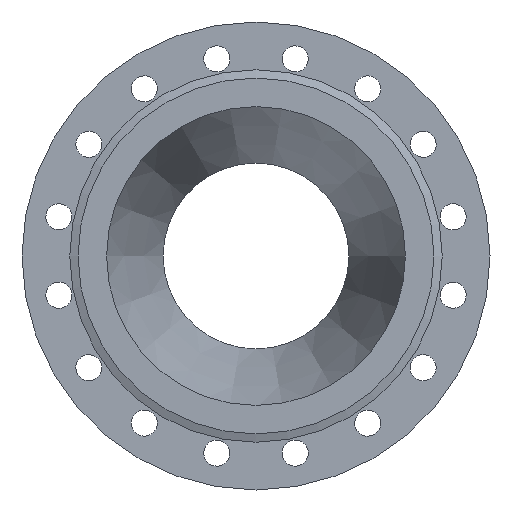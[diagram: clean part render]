
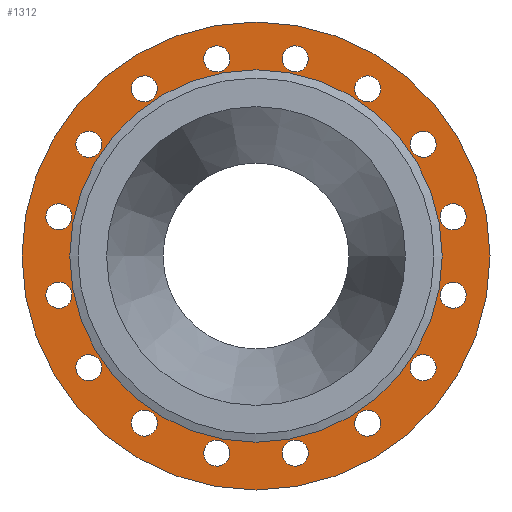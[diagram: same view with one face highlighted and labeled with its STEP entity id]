
A CAD part, left-side view. The second image highlights one B-rep face of the part: STEP entity #1312.
In plain terms, the highlighted planar face has unit normal (-1, 0, 0).
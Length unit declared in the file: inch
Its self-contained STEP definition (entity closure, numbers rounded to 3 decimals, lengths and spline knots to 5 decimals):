
#410=CARTESIAN_POINT('',(0.,2.24927,1.54186));
#411=VERTEX_POINT('',#410);
#412=CARTESIAN_POINT('',(0.,2.13189,1.42448));
#413=DIRECTION('',(1.0,0.,0.));
#414=DIRECTION('',(0.,0.707,0.707));
#415=AXIS2_PLACEMENT_3D('',#412,#413,#414);
#416=CIRCLE('',#415,0.166);
#417=EDGE_CURVE('',#411,#411,#416,.T.);
#459=CARTESIAN_POINT('',(0.,2.6681,0.56374));
#460=VERTEX_POINT('',#459);
#461=CARTESIAN_POINT('',(0.,2.51473,0.50021));
#462=DIRECTION('',(1.,0.,0.));
#463=DIRECTION('',(0.,0.924,0.383));
#464=AXIS2_PLACEMENT_3D('',#461,#462,#463);
#465=CIRCLE('',#464,0.166);
#466=EDGE_CURVE('',#460,#460,#465,.T.);
#508=CARTESIAN_POINT('',(0.,2.68073,-0.50021));
#509=VERTEX_POINT('',#508);
#510=CARTESIAN_POINT('',(0.,2.51473,-0.50021));
#511=DIRECTION('',(1.0,0.0,0.0));
#512=DIRECTION('',(0.0,1.0,0.0));
#513=AXIS2_PLACEMENT_3D('',#510,#511,#512);
#514=CIRCLE('',#513,0.166);
#515=EDGE_CURVE('',#509,#509,#514,.T.);
#557=CARTESIAN_POINT('',(0.,2.28525,-1.48801));
#558=VERTEX_POINT('',#557);
#559=CARTESIAN_POINT('',(0.,2.13189,-1.42448));
#560=DIRECTION('',(1.0,0.,0.));
#561=DIRECTION('',(0.,0.924,-0.383));
#562=AXIS2_PLACEMENT_3D('',#559,#560,#561);
#563=CIRCLE('',#562,0.166);
#564=EDGE_CURVE('',#558,#558,#563,.T.);
#606=CARTESIAN_POINT('',(0.,1.54186,-2.24927));
#607=VERTEX_POINT('',#606);
#608=CARTESIAN_POINT('',(0.,1.42448,-2.13189));
#609=DIRECTION('',(1.,0.,0.));
#610=DIRECTION('',(0.,0.707,-0.707));
#611=AXIS2_PLACEMENT_3D('',#608,#609,#610);
#612=CIRCLE('',#611,0.166);
#613=EDGE_CURVE('',#607,#607,#612,.T.);
#655=CARTESIAN_POINT('',(0.,0.56374,-2.6681));
#656=VERTEX_POINT('',#655);
#657=CARTESIAN_POINT('',(0.,0.50021,-2.51473));
#658=DIRECTION('',(1.,0.,0.));
#659=DIRECTION('',(0.,0.383,-0.924));
#660=AXIS2_PLACEMENT_3D('',#657,#658,#659);
#661=CIRCLE('',#660,0.166);
#662=EDGE_CURVE('',#656,#656,#661,.T.);
#704=CARTESIAN_POINT('',(0.,-0.50021,-2.68073));
#705=VERTEX_POINT('',#704);
#706=CARTESIAN_POINT('',(0.,-0.50021,-2.51473));
#707=DIRECTION('',(1.0,0.0,0.0));
#708=DIRECTION('',(0.0,0.0,-1.0));
#709=AXIS2_PLACEMENT_3D('',#706,#707,#708);
#710=CIRCLE('',#709,0.166);
#711=EDGE_CURVE('',#705,#705,#710,.T.);
#753=CARTESIAN_POINT('',(0.,-1.48801,-2.28525));
#754=VERTEX_POINT('',#753);
#755=CARTESIAN_POINT('',(0.,-1.42448,-2.13189));
#756=DIRECTION('',(1.,0.,0.));
#757=DIRECTION('',(0.,-0.383,-0.924));
#758=AXIS2_PLACEMENT_3D('',#755,#756,#757);
#759=CIRCLE('',#758,0.166);
#760=EDGE_CURVE('',#754,#754,#759,.T.);
#802=CARTESIAN_POINT('',(0.,-2.24927,-1.54186));
#803=VERTEX_POINT('',#802);
#804=CARTESIAN_POINT('',(0.,-2.13189,-1.42448));
#805=DIRECTION('',(1.,0.,0.));
#806=DIRECTION('',(0.,-0.707,-0.707));
#807=AXIS2_PLACEMENT_3D('',#804,#805,#806);
#808=CIRCLE('',#807,0.166);
#809=EDGE_CURVE('',#803,#803,#808,.T.);
#851=CARTESIAN_POINT('',(0.,-2.6681,-0.56374));
#852=VERTEX_POINT('',#851);
#853=CARTESIAN_POINT('',(0.,-2.51473,-0.50021));
#854=DIRECTION('',(1.,0.,0.));
#855=DIRECTION('',(0.,-0.924,-0.383));
#856=AXIS2_PLACEMENT_3D('',#853,#854,#855);
#857=CIRCLE('',#856,0.166);
#858=EDGE_CURVE('',#852,#852,#857,.T.);
#900=CARTESIAN_POINT('',(0.,-2.68073,0.50021));
#901=VERTEX_POINT('',#900);
#902=CARTESIAN_POINT('',(0.,-2.51473,0.50021));
#903=DIRECTION('',(1.0,0.0,0.0));
#904=DIRECTION('',(0.0,-1.0,0.0));
#905=AXIS2_PLACEMENT_3D('',#902,#903,#904);
#906=CIRCLE('',#905,0.166);
#907=EDGE_CURVE('',#901,#901,#906,.T.);
#949=CARTESIAN_POINT('',(0.,-2.28525,1.48801));
#950=VERTEX_POINT('',#949);
#951=CARTESIAN_POINT('',(0.,-2.13189,1.42448));
#952=DIRECTION('',(1.,0.,0.));
#953=DIRECTION('',(0.,-0.924,0.383));
#954=AXIS2_PLACEMENT_3D('',#951,#952,#953);
#955=CIRCLE('',#954,0.166);
#956=EDGE_CURVE('',#950,#950,#955,.T.);
#998=CARTESIAN_POINT('',(0.,-1.54186,2.24927));
#999=VERTEX_POINT('',#998);
#1000=CARTESIAN_POINT('',(0.,-1.42448,2.13189));
#1001=DIRECTION('',(1.0,0.,0.));
#1002=DIRECTION('',(0.,-0.707,0.707));
#1003=AXIS2_PLACEMENT_3D('',#1000,#1001,#1002);
#1004=CIRCLE('',#1003,0.166);
#1005=EDGE_CURVE('',#999,#999,#1004,.T.);
#1047=CARTESIAN_POINT('',(0.,-0.56374,2.6681));
#1048=VERTEX_POINT('',#1047);
#1049=CARTESIAN_POINT('',(0.,-0.50021,2.51473));
#1050=DIRECTION('',(1.,0.,0.));
#1051=DIRECTION('',(0.,-0.383,0.924));
#1052=AXIS2_PLACEMENT_3D('',#1049,#1050,#1051);
#1053=CIRCLE('',#1052,0.166);
#1054=EDGE_CURVE('',#1048,#1048,#1053,.T.);
#1096=CARTESIAN_POINT('',(0.,1.48801,2.28525));
#1097=VERTEX_POINT('',#1096);
#1098=CARTESIAN_POINT('',(0.,1.42448,2.13189));
#1099=DIRECTION('',(1.0,0.,0.));
#1100=DIRECTION('',(0.,0.383,0.924));
#1101=AXIS2_PLACEMENT_3D('',#1098,#1099,#1100);
#1102=CIRCLE('',#1101,0.166);
#1103=EDGE_CURVE('',#1097,#1097,#1102,.T.);
#1145=CARTESIAN_POINT('',(0.,0.50021,2.68073));
#1146=VERTEX_POINT('',#1145);
#1147=CARTESIAN_POINT('',(0.,0.50021,2.51473));
#1148=DIRECTION('',(1.0,0.0,0.0));
#1149=DIRECTION('',(0.0,0.0,1.0));
#1150=AXIS2_PLACEMENT_3D('',#1147,#1148,#1149);
#1151=CIRCLE('',#1150,0.166);
#1152=EDGE_CURVE('',#1146,#1146,#1151,.T.);
#1230=CARTESIAN_POINT('',(0.,2.375,0.0));
#1231=VERTEX_POINT('',#1230);
#1232=CARTESIAN_POINT('',(0.,0.,0.0));
#1233=DIRECTION('',(1.0,0.0,0.0));
#1234=DIRECTION('',(0.0,1.0,0.0));
#1235=AXIS2_PLACEMENT_3D('',#1232,#1233,#1234);
#1236=CIRCLE('',#1235,2.375);
#1237=EDGE_CURVE('',#1231,#1231,#1236,.T.);
#1245=CARTESIAN_POINT('',(0.,2.68,0.0));
#1246=DIRECTION('',(-1.0,0.0,0.0));
#1247=DIRECTION('',(0.0,0.0,1.0));
#1248=AXIS2_PLACEMENT_3D('',#1245,#1246,#1247);
#1249=PLANE('',#1248);
#1250=CARTESIAN_POINT('',(0.,2.985,0.0));
#1251=VERTEX_POINT('',#1250);
#1252=CARTESIAN_POINT('',(0.,0.,0.0));
#1253=DIRECTION('',(1.0,0.0,0.0));
#1254=DIRECTION('',(0.0,1.0,0.0));
#1255=AXIS2_PLACEMENT_3D('',#1252,#1253,#1254);
#1256=CIRCLE('',#1255,2.985);
#1257=EDGE_CURVE('',#1251,#1251,#1256,.T.);
#1258=ORIENTED_EDGE('',*,*,#1257,.F.);
#1259=EDGE_LOOP('',(#1258));
#1260=FACE_OUTER_BOUND('',#1259,.T.);
#1261=ORIENTED_EDGE('',*,*,#417,.T.);
#1262=EDGE_LOOP('',(#1261));
#1263=FACE_BOUND('',#1262,.T.);
#1264=ORIENTED_EDGE('',*,*,#466,.T.);
#1265=EDGE_LOOP('',(#1264));
#1266=FACE_BOUND('',#1265,.T.);
#1267=ORIENTED_EDGE('',*,*,#515,.T.);
#1268=EDGE_LOOP('',(#1267));
#1269=FACE_BOUND('',#1268,.T.);
#1270=ORIENTED_EDGE('',*,*,#564,.T.);
#1271=EDGE_LOOP('',(#1270));
#1272=FACE_BOUND('',#1271,.T.);
#1273=ORIENTED_EDGE('',*,*,#613,.T.);
#1274=EDGE_LOOP('',(#1273));
#1275=FACE_BOUND('',#1274,.T.);
#1276=ORIENTED_EDGE('',*,*,#662,.T.);
#1277=EDGE_LOOP('',(#1276));
#1278=FACE_BOUND('',#1277,.T.);
#1279=ORIENTED_EDGE('',*,*,#711,.T.);
#1280=EDGE_LOOP('',(#1279));
#1281=FACE_BOUND('',#1280,.T.);
#1282=ORIENTED_EDGE('',*,*,#760,.T.);
#1283=EDGE_LOOP('',(#1282));
#1284=FACE_BOUND('',#1283,.T.);
#1285=ORIENTED_EDGE('',*,*,#809,.T.);
#1286=EDGE_LOOP('',(#1285));
#1287=FACE_BOUND('',#1286,.T.);
#1288=ORIENTED_EDGE('',*,*,#858,.T.);
#1289=EDGE_LOOP('',(#1288));
#1290=FACE_BOUND('',#1289,.T.);
#1291=ORIENTED_EDGE('',*,*,#907,.T.);
#1292=EDGE_LOOP('',(#1291));
#1293=FACE_BOUND('',#1292,.T.);
#1294=ORIENTED_EDGE('',*,*,#956,.T.);
#1295=EDGE_LOOP('',(#1294));
#1296=FACE_BOUND('',#1295,.T.);
#1297=ORIENTED_EDGE('',*,*,#1005,.T.);
#1298=EDGE_LOOP('',(#1297));
#1299=FACE_BOUND('',#1298,.T.);
#1300=ORIENTED_EDGE('',*,*,#1054,.T.);
#1301=EDGE_LOOP('',(#1300));
#1302=FACE_BOUND('',#1301,.T.);
#1303=ORIENTED_EDGE('',*,*,#1103,.T.);
#1304=EDGE_LOOP('',(#1303));
#1305=FACE_BOUND('',#1304,.T.);
#1306=ORIENTED_EDGE('',*,*,#1152,.T.);
#1307=EDGE_LOOP('',(#1306));
#1308=FACE_BOUND('',#1307,.T.);
#1309=ORIENTED_EDGE('',*,*,#1237,.T.);
#1310=EDGE_LOOP('',(#1309));
#1311=FACE_BOUND('',#1310,.T.);
#1312=ADVANCED_FACE('',(#1260,#1263,#1266,#1269,#1272,#1275,#1278,#1281,#1284,#1287,#1290,#1293,#1296,#1299,#1302,#1305,#1308,#1311),#1249,.T.);
